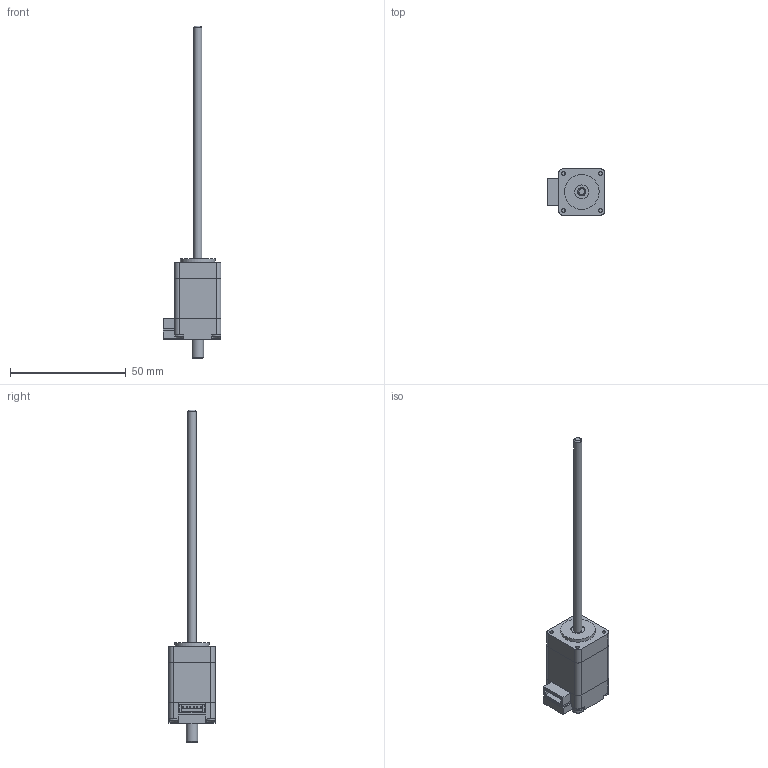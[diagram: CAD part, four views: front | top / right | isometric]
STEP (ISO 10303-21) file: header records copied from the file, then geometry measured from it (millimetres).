
FILE_DESCRIPTION((''),'2;1');
FILE_NAME('LSA201S-B-102.stp','2018-12-03T17:11:54',('tao.xu'),(''),'Autodesk Inventor 2013','Autodesk Inventor 2013','');
FILE_SCHEMA(('CONFIG_CONTROL_DESIGN'));
Length unit declared in the file: millimetre
Products named in the file (1): 零件2
Bounding box: 25 x 20 x 143.4 mm (x, y, z)
Volume: 14853.9 mm3; surface area: 5601.2 mm2
Topology: 1 solids, 1 shells, 273 faces, 686 edges, 438 vertices
Faces by surface type: plane 145, cone 58, cylinder 46, torus 20, sphere 4
Full cylindrical faces by diameter (mm): 0.5 x12, 0.6 x6, 1.221 x2, 1.6 x4, 3.5 x1, 5 x1, 6 x2, 6.5 x1, 15 x1
Entity records: 8548 total; most frequent: CARTESIAN_POINT 2166, DIRECTION 1234, ORIENTED_EDGE 1224, EDGE_CURVE 612, AXIS2_PLACEMENT_3D 476, VERTEX_POINT 416, EDGE_LOOP 360, VECTOR 282
